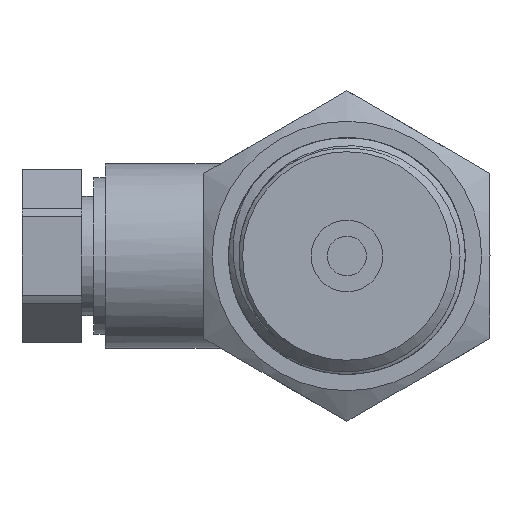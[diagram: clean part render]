
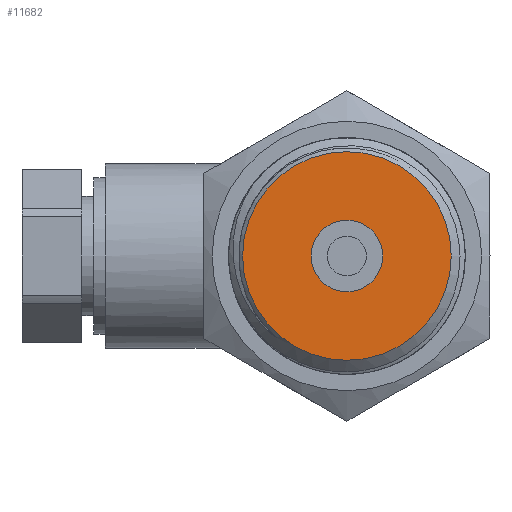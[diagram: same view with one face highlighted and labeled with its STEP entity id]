
A CAD part, left-side view. The second image highlights one B-rep face of the part: STEP entity #11682.
In plain terms, the highlighted planar face has unit normal (-1, 0, 0).
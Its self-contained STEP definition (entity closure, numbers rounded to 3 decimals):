
#401=FACE_BOUND('',#1620,.T.);
#457=PLANE('',#12254);
#925=FACE_OUTER_BOUND('',#1619,.T.);
#1619=EDGE_LOOP('',(#9206));
#1620=EDGE_LOOP('',(#9207));
#2071=CIRCLE('',#12253,3.);
#2072=CIRCLE('',#12255,8.75);
#5144=VERTEX_POINT('',#23376);
#5145=VERTEX_POINT('',#23380);
#6606=EDGE_CURVE('',#5144,#5144,#2071,.T.);
#6608=EDGE_CURVE('',#5145,#5145,#2072,.T.);
#9206=ORIENTED_EDGE('',*,*,#6608,.F.);
#9207=ORIENTED_EDGE('',*,*,#6606,.T.);
#11682=ADVANCED_FACE('',(#925,#401),#457,.T.);
#12253=AXIS2_PLACEMENT_3D('',#23377,#13234,#13235);
#12254=AXIS2_PLACEMENT_3D('',#23379,#13237,#13238);
#12255=AXIS2_PLACEMENT_3D('',#23381,#13239,#13240);
#13234=DIRECTION('center_axis',(1.,0.,0.));
#13235=DIRECTION('ref_axis',(0.,0.,-1.));
#13237=DIRECTION('center_axis',(-1.,0.,0.));
#13238=DIRECTION('ref_axis',(0.,0.,1.));
#13239=DIRECTION('center_axis',(1.,0.,0.));
#13240=DIRECTION('ref_axis',(0.,0.,-1.));
#23376=CARTESIAN_POINT('',(3.,-3.,0.));
#23377=CARTESIAN_POINT('Origin',(3.,0.,0.));
#23379=CARTESIAN_POINT('Origin',(3.,8.75,0.));
#23380=CARTESIAN_POINT('',(3.,-8.75,0.));
#23381=CARTESIAN_POINT('Origin',(3.,0.,0.));
